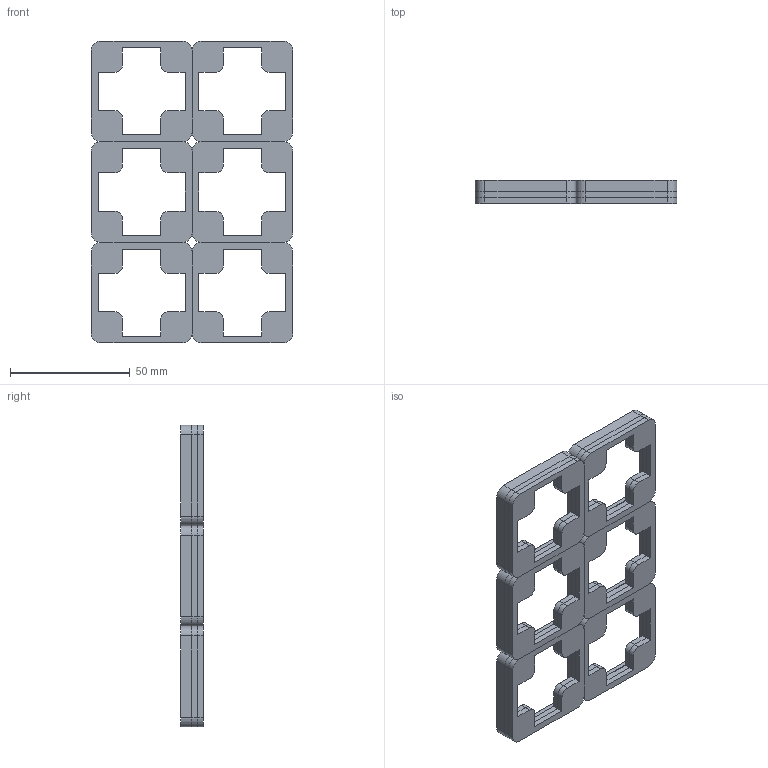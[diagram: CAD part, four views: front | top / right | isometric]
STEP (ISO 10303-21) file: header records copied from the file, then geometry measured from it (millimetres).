
FILE_DESCRIPTION((('zoo.dev export')), '2;1');
FILE_NAME('dump.step', '2025-02-05T18:47:54.297189033+00:00', ('Author unknown'), ('Organization unknown'), 'zoo.dev beta', 'zoo.dev', 'Authorization unknown');
FILE_SCHEMA(('AP203_CONFIGURATION_CONTROLLED_3D_DESIGN_OF_MECHANICAL_PARTS_AND_ASSEMBLIES_MIM_LF'));
Length unit declared in the file: metre
Products named in the file (60): UNIDENTIFIED_PRODUCT
Bounding box: 84 x 9.45 x 126 mm (x, y, z)
Volume: 29519.5 mm3; surface area: 41433.2 mm2
Topology: 60 solids, 60 shells, 672 faces, 1656 edges, 1104 vertices
Faces by surface type: plane 456, cylinder 168, bspline 48
Full cylindrical faces by diameter (mm): 6.5 x24
Entity records: 19755 total; most frequent: CARTESIAN_POINT 3672, ORIENTED_EDGE 3264, DIRECTION 2808, EDGE_CURVE 1656, VECTOR 1296, LINE 1296, VERTEX_POINT 1104, AXIS2_PLACEMENT_3D 984
